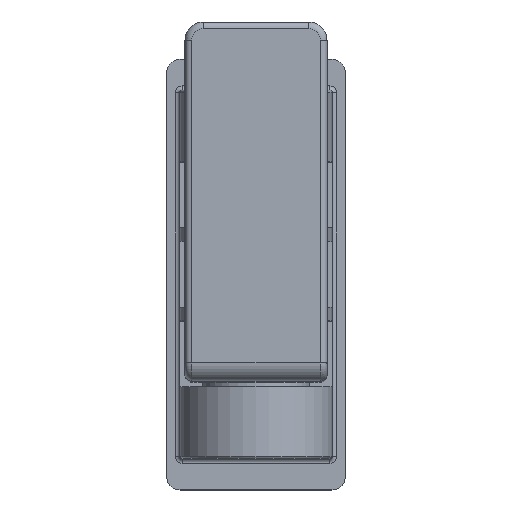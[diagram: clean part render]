
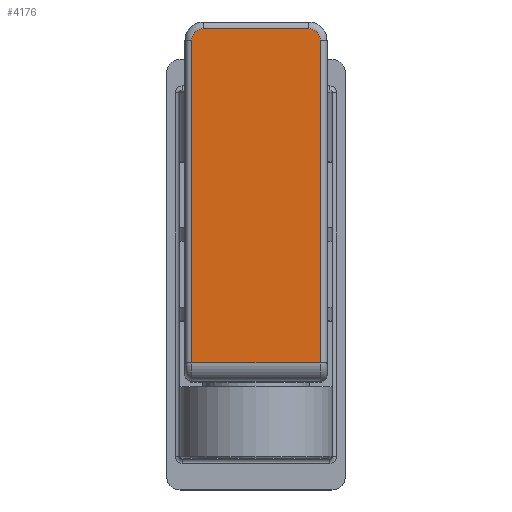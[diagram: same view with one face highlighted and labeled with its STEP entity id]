
A CAD part, top view. The second image highlights one B-rep face of the part: STEP entity #4176.
In plain terms, the highlighted planar face has unit normal (0, 0, 1).
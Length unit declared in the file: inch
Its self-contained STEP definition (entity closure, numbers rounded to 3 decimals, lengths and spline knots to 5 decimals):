
#1488=DIRECTION('',(0.,1.,0.));
#1489=VECTOR('',#1488,1.42);
#1490=CARTESIAN_POINT('',(-0.2825,-0.415,3.829));
#1491=LINE('',#1490,#1489);
#1492=CARTESIAN_POINT('',(-0.2325,1.005,3.829));
#1493=DIRECTION('',(0.,0.,-1.));
#1494=DIRECTION('',(-1.,0.,0.));
#1495=AXIS2_PLACEMENT_3D('',#1492,#1493,#1494);
#1497=DIRECTION('',(1.,0.,0.));
#1498=VECTOR('',#1497,0.465);
#1499=CARTESIAN_POINT('',(-0.2325,1.055,3.829));
#1500=LINE('',#1499,#1498);
#1501=CARTESIAN_POINT('',(0.2325,1.005,3.829));
#1502=DIRECTION('',(0.,0.,-1.));
#1503=DIRECTION('',(0.,1.,0.));
#1504=AXIS2_PLACEMENT_3D('',#1501,#1502,#1503);
#1506=DIRECTION('',(0.,-1.,0.));
#1507=VECTOR('',#1506,1.42);
#1508=CARTESIAN_POINT('',(0.2825,1.005,3.829));
#1509=LINE('',#1508,#1507);
#1510=DIRECTION('',(1.,0.,0.));
#1511=VECTOR('',#1510,0.565);
#1512=CARTESIAN_POINT('',(-0.2825,-0.415,3.829));
#1513=LINE('',#1512,#1511);
#1951=CARTESIAN_POINT('',(-0.2825,-0.415,3.829));
#1953=VERTEX_POINT('',#1951);
#1956=CARTESIAN_POINT('',(-0.2825,1.005,3.829));
#1957=VERTEX_POINT('',#1956);
#1960=CARTESIAN_POINT('',(-0.2325,1.055,3.829));
#1961=VERTEX_POINT('',#1960);
#1964=CARTESIAN_POINT('',(0.2325,1.055,3.829));
#1965=VERTEX_POINT('',#1964);
#1968=CARTESIAN_POINT('',(0.2825,1.005,3.829));
#1969=VERTEX_POINT('',#1968);
#1972=CARTESIAN_POINT('',(0.2825,-0.415,3.829));
#1973=VERTEX_POINT('',#1972);
#4161=CARTESIAN_POINT('',(0.3125,-0.495,3.829));
#4162=DIRECTION('',(0.,0.,1.));
#4163=DIRECTION('',(0.,1.,0.));
#4164=AXIS2_PLACEMENT_3D('',#4161,#4162,#4163);
#4165=PLANE('',#4164);
#4167=ORIENTED_EDGE('',*,*,#4166,.T.);
#4169=ORIENTED_EDGE('',*,*,#4168,.T.);
#4170=ORIENTED_EDGE('',*,*,#4154,.T.);
#4171=ORIENTED_EDGE('',*,*,#3890,.T.);
#4172=ORIENTED_EDGE('',*,*,#3905,.T.);
#4173=ORIENTED_EDGE('',*,*,#3931,.F.);
#4174=EDGE_LOOP('',(#4167,#4169,#4170,#4171,#4172,#4173));
#4175=FACE_OUTER_BOUND('',#4174,.F.);
#4176=ADVANCED_FACE('',(#4175),#4165,.T.);
#1496=CIRCLE('',#1495,0.05);
#1505=CIRCLE('',#1504,0.05);
#3890=EDGE_CURVE('',#1965,#1969,#1505,.T.);
#3905=EDGE_CURVE('',#1969,#1973,#1509,.T.);
#3931=EDGE_CURVE('',#1953,#1973,#1513,.T.);
#4154=EDGE_CURVE('',#1961,#1965,#1500,.T.);
#4166=EDGE_CURVE('',#1953,#1957,#1491,.T.);
#4168=EDGE_CURVE('',#1957,#1961,#1496,.T.);
